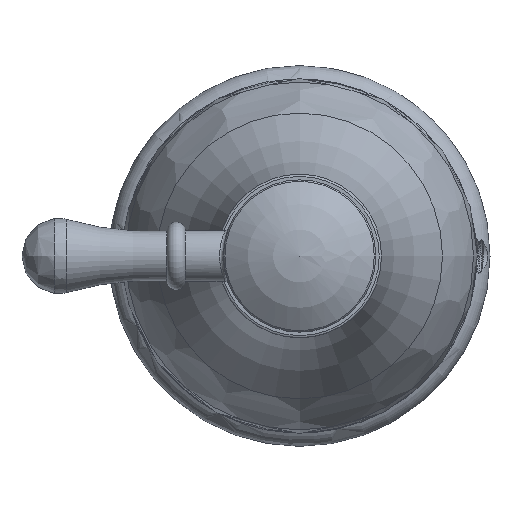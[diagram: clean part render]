
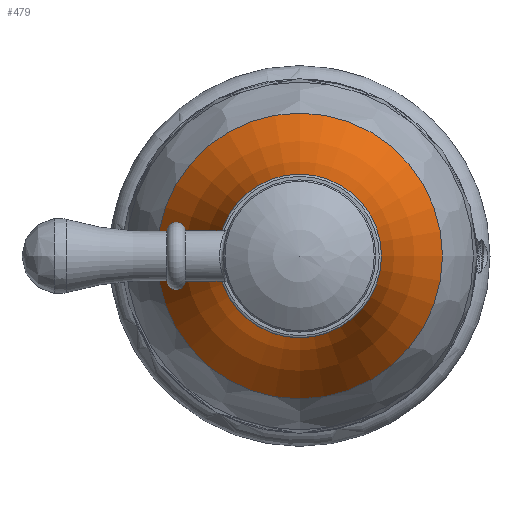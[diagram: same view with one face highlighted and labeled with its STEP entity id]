
A CAD part, left-side view. The second image highlights one B-rep face of the part: STEP entity #479.
In plain terms, the highlighted toroidal (fillet/blend) face has major radius 59.368 mm and minor radius 49.173 mm.
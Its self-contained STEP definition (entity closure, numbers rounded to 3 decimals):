
#259=TOROIDAL_SURFACE('',#1511,59.368,49.173);
#479=ADVANCED_FACE('',(#554,#555),#259,.F.);
#554=FACE_BOUND('',#643,.T.);
#555=FACE_BOUND('',#644,.T.);
#643=EDGE_LOOP('',(#949));
#644=EDGE_LOOP('',(#950));
#949=ORIENTED_EDGE('',*,*,#1335,.T.);
#950=ORIENTED_EDGE('',*,*,#1219,.F.);
#1085=VERTEX_POINT('',#2970);
#1166=VERTEX_POINT('',#3696);
#1219=EDGE_CURVE('',#1085,#1085,#1376,.T.);
#1335=EDGE_CURVE('',#1166,#1166,#1405,.T.);
#1376=CIRCLE('',#1450,18.758);
#1405=CIRCLE('',#1510,10.752);
#1450=AXIS2_PLACEMENT_3D('',#2969,#1621,#1622);
#1510=AXIS2_PLACEMENT_3D('',#3695,#1776,#1777);
#1511=AXIS2_PLACEMENT_3D('',#3697,#1778,#1779);
#1621=DIRECTION('',(1.,0.,0.));
#1622=DIRECTION('',(0.,-1.,0.));
#1776=DIRECTION('',(1.,0.,0.));
#1777=DIRECTION('',(0.,-1.,0.));
#1778=DIRECTION('',(-1.,0.,0.));
#1779=DIRECTION('',(0.,-1.,0.));
#2969=CARTESIAN_POINT('',(1604.288,-607.737,0.));
#2970=CARTESIAN_POINT('',(1604.288,-626.495,0.));
#3695=CARTESIAN_POINT('',(1583.942,-607.737,0.));
#3696=CARTESIAN_POINT('',(1583.942,-618.489,0.));
#3697=CARTESIAN_POINT('',(1576.56,-607.737,0.));
